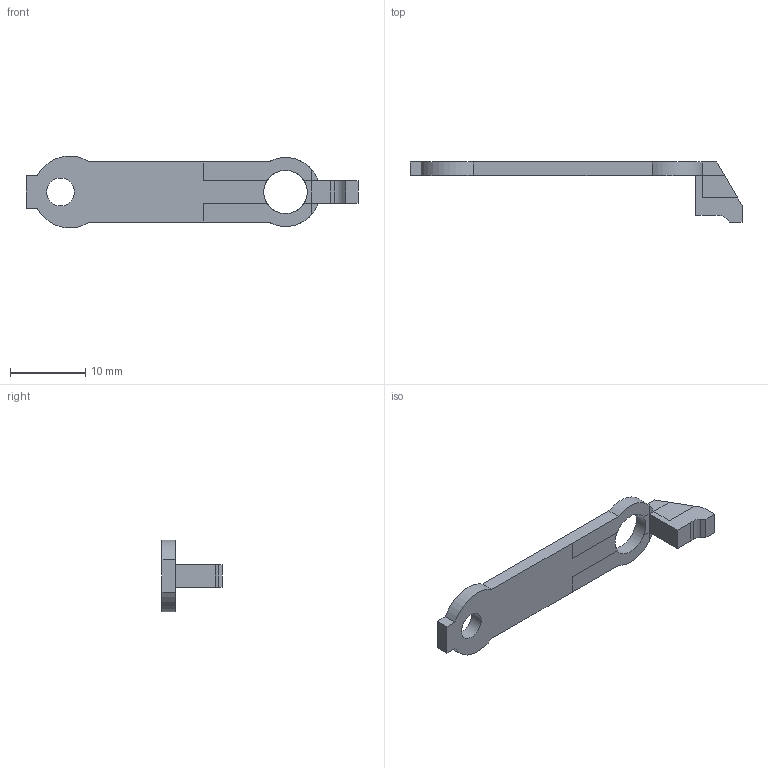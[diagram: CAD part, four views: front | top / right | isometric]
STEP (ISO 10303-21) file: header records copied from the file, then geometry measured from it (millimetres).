
FILE_DESCRIPTION(('FreeCAD Model'),'2;1');
FILE_NAME('Open CASCADE Shape Model','2024-04-21T13:09:17',(''),(''), 'Open CASCADE STEP processor 7.6','FreeCAD','Unknown');
FILE_SCHEMA(('AUTOMOTIVE_DESIGN { 1 0 10303 214 1 1 1 1 }'));
Length unit declared in the file: millimetre
Products named in the file (1): Pocket053032657
Bounding box: 44.27 x 8 x 9.57 mm (x, y, z)
Volume: 592.8 mm3; surface area: 889.2 mm2
Topology: 1 solids, 1 shells, 32 faces, 89 edges, 58 vertices
Faces by surface type: plane 25, cylinder 7
Full cylindrical faces by diameter (mm): 3.7 x1, 5.8 x1
Entity records: 2171 total; most frequent: CARTESIAN_POINT 476, DIRECTION 280, ORIENTED_EDGE 178, PCURVE 178, DEFINITIONAL_REPRESENTATION 178, LINE 163, VECTOR 163, EDGE_CURVE 89
